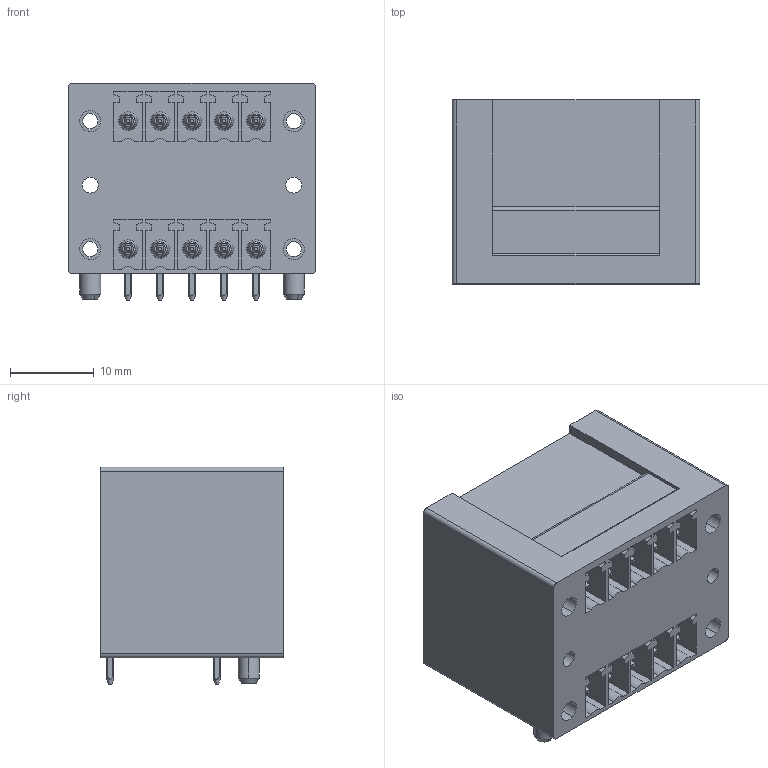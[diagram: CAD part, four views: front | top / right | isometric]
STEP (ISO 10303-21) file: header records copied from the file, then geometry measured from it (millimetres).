
FILE_DESCRIPTION(('CATIA V5 STEP Exchange','CAx-IF Rec.Pracs.--- Model Styling and Organization---1.2---2011-12-15'),'2;1');
FILE_NAME ('D1460835_0_1974210000_1974210000.stp','2018-10-05T06:13:30+00:00',('none'),('Weidmueller'),'CATIA Version 5-6 Release 2014','CATIA V5 STEP AP214','none');
FILE_SCHEMA(('AUTOMOTIVE_DESIGN { 1 0 10303 214 1 1 1 1 }'));
Length unit declared in the file: millimetre
Products named in the file (1): 1974210000
Bounding box: 29.44 x 21.9 x 25.9 mm (x, y, z)
Volume: 12743.6 mm3; surface area: 7269.5 mm2
Topology: 13 solids, 13 shells, 694 faces, 1882 edges, 1238 vertices
Faces by surface type: plane 430, cylinder 180, cone 64, torus 20
Entity records: 21062 total; most frequent: CARTESIAN_POINT 5682, ORIENTED_EDGE 3764, DIRECTION 2174, EDGE_CURVE 1882, VECTOR 1274, LINE 1274, VERTEX_POINT 1238, EDGE_LOOP 750
